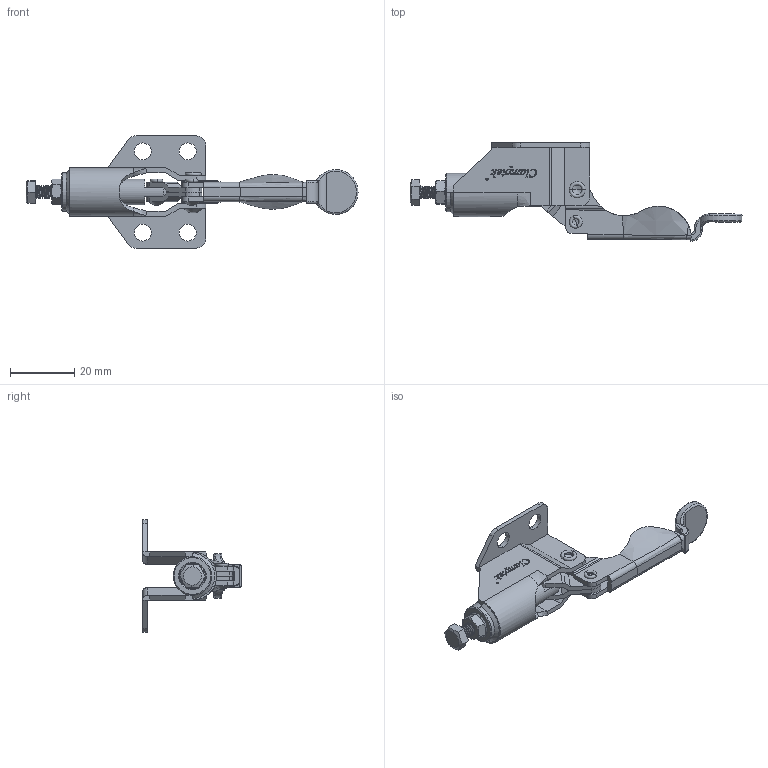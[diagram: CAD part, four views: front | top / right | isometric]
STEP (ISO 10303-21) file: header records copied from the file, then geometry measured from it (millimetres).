
FILE_DESCRIPTION (( 'STEP AP203' ), '1' );
FILE_NAME ('CH-36006.STEP', '2020-03-09T12:32:22', ( 'User' ), ( 'china' ), 'SwSTEP 2.0', 'SolidWorks 2018', '' );
FILE_SCHEMA (( 'CONFIG_CONTROL_DESIGN' ));
Length unit declared in the file: millimetre
Products named in the file (19): CH-36006-05; CH-36006-06; CH-36006-04 CONNECTING-PLATE; M4X15; CH-36006; CH-36006-01 BASE_默认<按加工>; CH-36006-03 HANDLE; CH-36006-01 BASE; CH-36006-02 CREST STALK; M4 NUT
Assembly tree (12 placements, depth 2):
  CH-36006-05
  CH-36006-04 CONNECTING-PLATE
  CH-36006
    M4 NUT
    CH-36006-02 CREST STALK
    M4X15
  CH-36006
    CH-36006-01 BASE_默认<按加工>
    CH-36006-02 CREST STALK
    CH-36006-03 HANDLE
    CH-36006-05  x2
    M4 NUT
    CH-36006-06
    CH-36006-04 CONNECTING-PLATE
    M4X15
  CH-36006-03 HANDLE
Bounding box: 103.5 x 30.74 x 35 mm (x, y, z)
Volume: 8309.4 mm3; surface area: 11898.5 mm2
Topology: 13 solids, 13 shells, 746 faces, 2011 edges, 1310 vertices
Faces by surface type: plane 258, bspline 228, cylinder 209, cone 32, torus 17, sphere 2
Entity records: 40387 total; most frequent: CARTESIAN_POINT 22151, ORIENTED_EDGE 3944, DIRECTION 2591, EDGE_CURVE 1972, VERTEX_POINT 1292, VECTOR 979, LINE 979, AXIS2_PLACEMENT_3D 806
